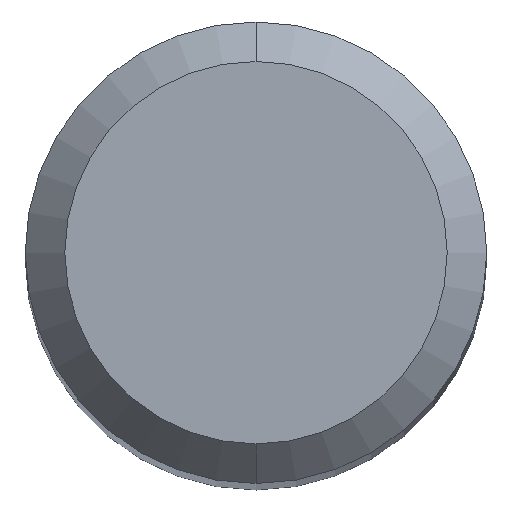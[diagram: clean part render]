
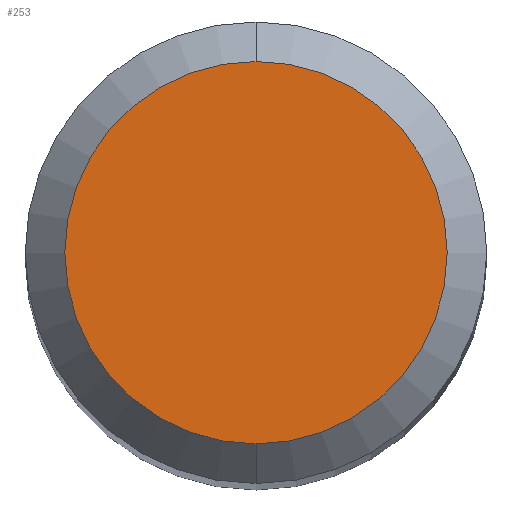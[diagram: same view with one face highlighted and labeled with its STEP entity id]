
A CAD part, top view. The second image highlights one B-rep face of the part: STEP entity #253.
In plain terms, the highlighted planar face has unit normal (0, 0, 1).
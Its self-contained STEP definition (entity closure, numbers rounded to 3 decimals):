
#133=VERTEX_POINT('',#348);
#157=EDGE_CURVE('',#133,#255,#376,.T.);
#253=ADVANCED_FACE('',(#486),#487,.T.);
#255=VERTEX_POINT('',#489);
#267=EDGE_CURVE('',#255,#133,#504,.T.);
#348=CARTESIAN_POINT('',(0.,-1.45,0.0));
#376=CIRCLE('',#614,1.45);
#486=FACE_OUTER_BOUND('',#747,.T.);
#487=PLANE('',#748);
#489=CARTESIAN_POINT('',(0.0,1.45,0.0));
#504=CIRCLE('',#769,1.45);
#614=AXIS2_PLACEMENT_3D('',#904,#905,#906);
#747=EDGE_LOOP('',(#1065,#1066));
#748=AXIS2_PLACEMENT_3D('',#1067,#1068,#1069);
#769=AXIS2_PLACEMENT_3D('',#1090,#1091,#1092);
#904=CARTESIAN_POINT('',(0.0,0.0,0.0));
#905=DIRECTION('',(0.0,0.0,-1.0));
#906=DIRECTION('',(0.0,1.0,0.0));
#1065=ORIENTED_EDGE('',*,*,#267,.F.);
#1066=ORIENTED_EDGE('',*,*,#157,.F.);
#1067=CARTESIAN_POINT('',(0.0,0.725,0.0));
#1068=DIRECTION('',(-0.0,0.0,1.0));
#1069=DIRECTION('',(0.0,-1.0,0.0));
#1090=CARTESIAN_POINT('',(0.0,0.0,0.0));
#1091=DIRECTION('',(0.0,0.0,-1.0));
#1092=DIRECTION('',(0.0,1.0,0.0));
